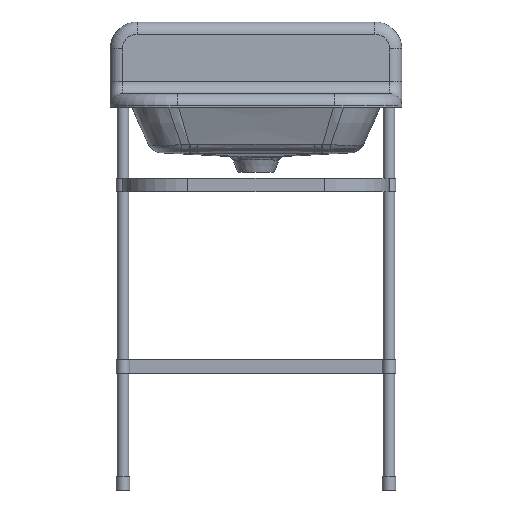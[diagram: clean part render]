
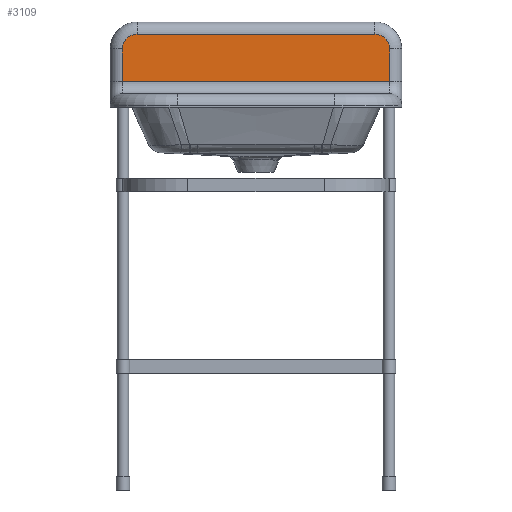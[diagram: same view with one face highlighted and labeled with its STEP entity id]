
A CAD part, front view. The second image highlights one B-rep face of the part: STEP entity #3109.
In plain terms, the highlighted planar face has unit normal (0, -1, 0).
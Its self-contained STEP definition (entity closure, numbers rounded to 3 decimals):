
#2890=CARTESIAN_POINT('',(15100.3,6731.,23116.279));
#2891=VERTEX_POINT('',#2890);
#2925=CARTESIAN_POINT('',(-38.1,6731.,23116.279));
#2926=VERTEX_POINT('',#2925);
#2927=CARTESIAN_POINT('',(15100.3,6731.,23116.279));
#2928=DIRECTION('',(-1.,0.,0.));
#2929=VECTOR('',#2928,15138.4);
#2930=LINE('',#2927,#2929);
#2931=EDGE_CURVE('',#2891,#2926,#2930,.T.);
#3048=CARTESIAN_POINT('',(-38.1,6731.,24970.479));
#3049=VERTEX_POINT('',#3048);
#3050=CARTESIAN_POINT('',(-38.1,6731.,23116.279));
#3051=DIRECTION('',(0.,0.,1.));
#3052=VECTOR('',#3051,1854.2);
#3053=LINE('',#3050,#3052);
#3054=EDGE_CURVE('',#2926,#3049,#3053,.T.);
#3068=CARTESIAN_POINT('',(7531.1,6731.,24462.479));
#3069=DIRECTION('',(0.,0.,-1.));
#3070=DIRECTION('',(0.,-1.,0.));
#3071=AXIS2_PLACEMENT_3D('',#3068,#3070,#3069);
#3072=PLANE('',#3071);
#3073=CARTESIAN_POINT('',(15100.3,6731.,24970.479));
#3074=VERTEX_POINT('',#3073);
#3075=CARTESIAN_POINT('',(15100.3,6731.,23116.279));
#3076=DIRECTION('',(0.,0.,1.));
#3077=VECTOR('',#3076,1854.2);
#3078=LINE('',#3075,#3077);
#3079=EDGE_CURVE('',#2891,#3074,#3078,.T.);
#3080=ORIENTED_EDGE('E208',*,*,#3079,.T.);
#3081=CARTESIAN_POINT('',(14262.1,6731.,25808.679));
#3082=VERTEX_POINT('',#3081);
#3083=CARTESIAN_POINT('',(14262.1,6731.,24970.479));
#3084=DIRECTION('',(1.,0.,0.));
#3085=DIRECTION('',(0.,-1.,0.));
#3086=AXIS2_PLACEMENT_3D('',#3083,#3085,#3084);
#3087=CIRCLE('',#3086,838.2);
#3088=EDGE_CURVE('',#3074,#3082,#3087,.T.);
#3089=ORIENTED_EDGE('E209',*,*,#3088,.T.);
#3090=CARTESIAN_POINT('',(800.1,6731.,25808.679));
#3091=VERTEX_POINT('',#3090);
#3092=CARTESIAN_POINT('',(14262.1,6731.,25808.679));
#3093=DIRECTION('',(-1.,0.,0.));
#3094=VECTOR('',#3093,13462.);
#3095=LINE('',#3092,#3094);
#3096=EDGE_CURVE('',#3082,#3091,#3095,.T.);
#3097=ORIENTED_EDGE('E210',*,*,#3096,.T.);
#3098=CARTESIAN_POINT('',(800.1,6731.,24970.479));
#3099=DIRECTION('',(0.,0.,1.));
#3100=DIRECTION('',(0.,-1.,0.));
#3101=AXIS2_PLACEMENT_3D('',#3098,#3100,#3099);
#3102=CIRCLE('',#3101,838.2);
#3103=EDGE_CURVE('',#3091,#3049,#3102,.T.);
#3104=ORIENTED_EDGE('E211',*,*,#3103,.T.);
#3105=ORIENTED_EDGE('E211',*,*,#3054,.F.);
#3106=ORIENTED_EDGE('E211',*,*,#2931,.F.);
#3107=EDGE_LOOP('',(#3080,#3089,#3097,#3104,#3105,#3106));
#3108=FACE_OUTER_BOUND('',#3107,.T.);
#3109=ADVANCED_FACE('F85',(#3108),#3072,.T.);
